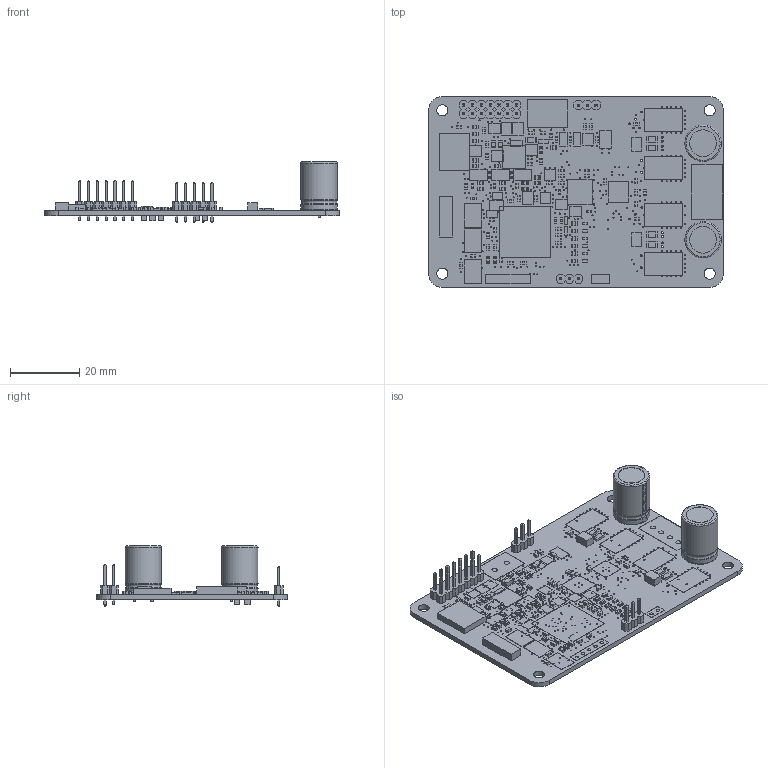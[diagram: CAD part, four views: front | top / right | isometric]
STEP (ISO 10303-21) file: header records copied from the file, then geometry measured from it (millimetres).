
FILE_DESCRIPTION(/* description */ (''),/* implementation_level */ '2;1');
FILE_NAME(/* name */ 'Untitled.step',/* time_stamp */ '2020-03-25T09:58:42+02:00',/* author */ (''),/* organization */ (''),/* preprocessor_version */ 'ST-DEVELOPER v18',/* originating_system */ 'Autodesk Translation Framework v8.12.0.6',/* authorisation */ '');
FILE_SCHEMA (('AUTOMOTIVE_DESIGN { 1 0 10303 214 3 1 1 }'));
Length unit declared in the file: millimetre
Products named in the file (38): TMCM-1111_V11; Packages; MICRO_SMP; MYLIB_FA-238; 1X02; DUAL_DPAK_4L; LQFP80_12X12X0; SO8; SSOP08; 4828; 1X05; US8_DCU; TMC_QFN40_0.5_6.0X6; TMC_SOT23-6; SOT23; 0603; 0603 (1); 32005-301; ML10; SOT23 (1); JP1; CHIP-LED0603; 1X03; 2X07; C0603; C0805; C1206; E5-10,5; R0603; R1206; QFN32_5X5; RIACONNECT_183-04; RIACONNECT_320-02; R_4X_1206; SO8 (1); SOT23-5; TP15SQ; 0603 (2)
Assembly tree (147 placements, depth 3):
  TMCM-1111_V11
    Packages
      MICRO_SMP
      MYLIB_FA-238
      1X02
      DUAL_DPAK_4L  x4
      LQFP80_12X12X0
      SO8
      SSOP08  x4
      4828
      1X05
      US8_DCU  x2
      TMC_QFN40_0.5_6.0X6
      TMC_SOT23-6  x2
      SOT23  x2
      0603
      0603 (1)  x2
      32005-301
      ML10
      SOT23 (1)
      JP1  x2
      CHIP-LED0603  x6
      1X03  x2
      2X07
      C0603  x47
      C0805  x2
      C1206
      E5-10,5  x2
      R0603  x32
      R1206  x4
      QFN32_5X5
      RIACONNECT_183-04
      RIACONNECT_320-02
      R_4X_1206  x6
      SO8 (1)  x2
      SOT23-5
      TP15SQ  x5
      0603 (2)  x2
Bounding box: 85 x 55 x 17.3 mm (x, y, z)
Volume: 10181.3 mm3; surface area: 16553.7 mm2
Topology: 147 solids, 147 shells, 3996 faces, 9052 edges, 5472 vertices
Faces by surface type: plane 2224, cylinder 1240, sphere 512, torus 20
Full cylindrical faces by diameter (mm): 0.3 x359, 0.5 x32, 0.6 x4, 0.9 x2, 0.914 x14, 1 x7, 1.016 x24, 1.5 x6, 3.2 x4, 7.7 x2
Entity records: 40538 total; most frequent: DIRECTION 6839, CARTESIAN_POINT 6428, ORIENTED_EDGE 6126, EDGE_CURVE 3063, AXIS2_PLACEMENT_3D 2393, EDGE_LOOP 2149, LINE 2053, VECTOR 2053
